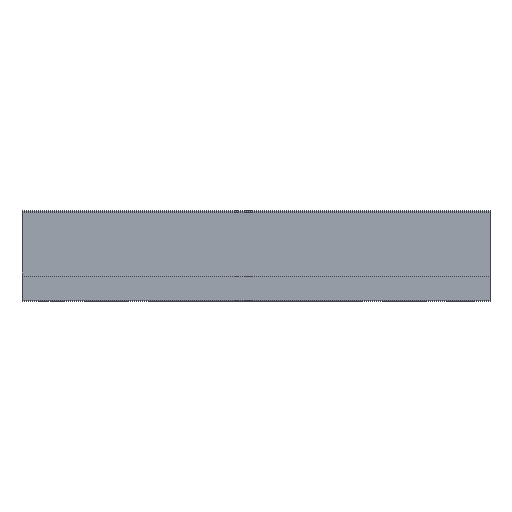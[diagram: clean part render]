
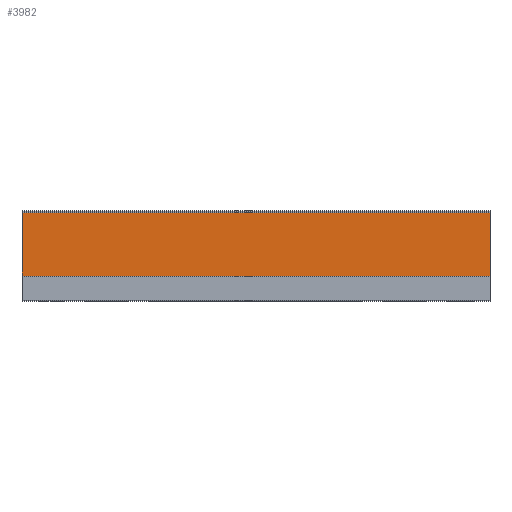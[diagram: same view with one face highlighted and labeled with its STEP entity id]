
A CAD part, top view. The second image highlights one B-rep face of the part: STEP entity #3982.
In plain terms, the highlighted planar face has unit normal (0, 0, 1).
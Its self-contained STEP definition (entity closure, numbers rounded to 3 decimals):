
#82 = DIRECTION ( 'NONE',  ( 0., 0., 1. ) ) ;
#367 = VECTOR ( 'NONE', #7234, 1000. ) ;
#1175 = EDGE_CURVE ( 'NONE', #2990, #10319, #2205, .T. ) ;
#1839 = CARTESIAN_POINT ( 'NONE',  ( 3.25, 1.23, 3.25 ) ) ;
#2205 = LINE ( 'NONE', #9668, #367 ) ;
#2426 = EDGE_CURVE ( 'NONE', #4992, #2990, #6330, .T. ) ;
#2670 = EDGE_CURVE ( 'NONE', #11720, #4992, #9616, .T. ) ;
#2990 = VERTEX_POINT ( 'NONE', #8661 ) ;
#3231 = VECTOR ( 'NONE', #4177, 1000. ) ;
#3293 = FACE_OUTER_BOUND ( 'NONE', #8347, .T. ) ;
#3982 = ADVANCED_FACE ( 'NONE', ( #3293 ), #10575, .T. ) ;
#4177 = DIRECTION ( 'NONE',  ( 0., -1., 0. ) ) ;
#4992 = VERTEX_POINT ( 'NONE', #8406 ) ;
#5540 = ORIENTED_EDGE ( 'NONE', *, *, #2670, .F. ) ;
#5655 = EDGE_CURVE ( 'NONE', #10319, #11720, #13411, .T. ) ;
#6330 = LINE ( 'NONE', #1839, #3231 ) ;
#6447 = ORIENTED_EDGE ( 'NONE', *, *, #1175, .F. ) ;
#6497 = VECTOR ( 'NONE', #6750, 1000. ) ;
#6750 = DIRECTION ( 'NONE',  ( 1., 0., 0. ) ) ;
#7234 = DIRECTION ( 'NONE',  ( -1., 0., 0. ) ) ;
#8347 = EDGE_LOOP ( 'NONE', ( #15068, #5540, #10695, #6447 ) ) ;
#8406 = CARTESIAN_POINT ( 'NONE',  ( 3.25, 1.22, 3.25 ) ) ;
#8495 = DIRECTION ( 'NONE',  ( 0., 1., 0. ) ) ;
#8661 = CARTESIAN_POINT ( 'NONE',  ( 3.25, 0.34, 3.25 ) ) ;
#9054 = CARTESIAN_POINT ( 'NONE',  ( -3.25, 1.22, 3.25 ) ) ;
#9616 = LINE ( 'NONE', #13703, #6497 ) ;
#9668 = CARTESIAN_POINT ( 'NONE',  ( 9.813, 0.34, 3.25 ) ) ;
#9850 = DIRECTION ( 'NONE',  ( 1., 0., 0. ) ) ;
#10319 = VERTEX_POINT ( 'NONE', #10582 ) ;
#10340 = VECTOR ( 'NONE', #8495, 1000. ) ;
#10575 = PLANE ( 'NONE',  #12777 ) ;
#10582 = CARTESIAN_POINT ( 'NONE',  ( -3.25, 0.34, 3.25 ) ) ;
#10695 = ORIENTED_EDGE ( 'NONE', *, *, #5655, .F. ) ;
#10940 = CARTESIAN_POINT ( 'NONE',  ( -3.25, 1.23, 3.25 ) ) ;
#11720 = VERTEX_POINT ( 'NONE', #9054 ) ;
#12777 = AXIS2_PLACEMENT_3D ( 'NONE', #14033, #82, #9850 ) ;
#13411 = LINE ( 'NONE', #10940, #10340 ) ;
#13703 = CARTESIAN_POINT ( 'NONE',  ( -3.25, 1.22, 3.25 ) ) ;
#14033 = CARTESIAN_POINT ( 'NONE',  ( 9.813, 1.23, 3.25 ) ) ;
#15068 = ORIENTED_EDGE ( 'NONE', *, *, #2426, .F. ) ;
